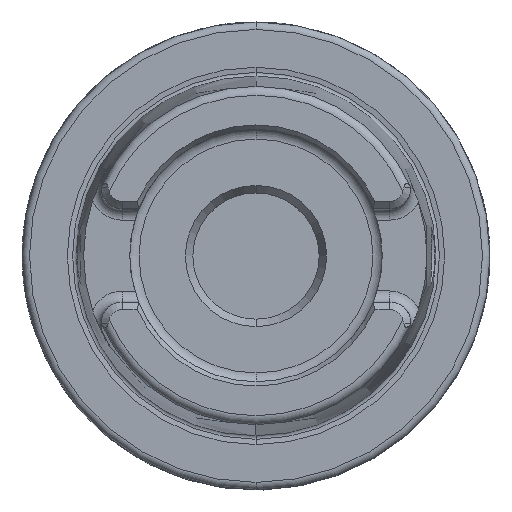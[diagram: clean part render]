
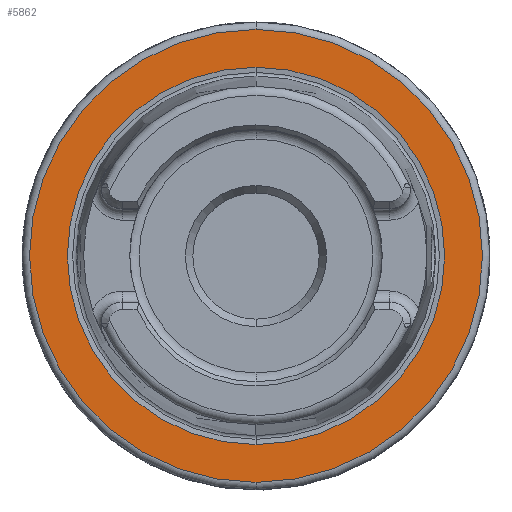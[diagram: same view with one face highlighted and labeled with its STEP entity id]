
A CAD part, top view. The second image highlights one B-rep face of the part: STEP entity #5862.
In plain terms, the highlighted planar face has unit normal (0, 0, 1).
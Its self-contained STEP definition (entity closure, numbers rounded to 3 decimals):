
#1572=CARTESIAN_POINT('',(0,0,26));
#1573=DIRECTION('',(0,0,1));
#1574=DIRECTION('',(0,1,0));
#1575=AXIS2_PLACEMENT_3D('',#1572,#1573,#1574);
#1577=CARTESIAN_POINT('',(0,0,26));
#1578=DIRECTION('',(0,0,1));
#1579=DIRECTION('',(0,-1,0));
#1580=AXIS2_PLACEMENT_3D('',#1577,#1578,#1579);
#1590=CARTESIAN_POINT('',(0,0,26));
#1591=DIRECTION('',(0,0,1));
#1592=DIRECTION('',(0,1,0));
#1593=AXIS2_PLACEMENT_3D('',#1590,#1591,#1592);
#1595=CARTESIAN_POINT('',(0,0,26));
#1596=DIRECTION('',(0,0,-1));
#1597=DIRECTION('',(0,1,0));
#1598=AXIS2_PLACEMENT_3D('',#1595,#1596,#1597);
#3766=CARTESIAN_POINT('',(0,25.409,26));
#3768=VERTEX_POINT('',#3766);
#3802=CARTESIAN_POINT('',(0,-25.409,26));
#3804=VERTEX_POINT('',#3802);
#3868=CARTESIAN_POINT('',(0,30.5,26));
#3869=CARTESIAN_POINT('',(0,-30.5,26));
#3870=VERTEX_POINT('',#3868);
#3871=VERTEX_POINT('',#3869);
#5846=CARTESIAN_POINT('',(0,0,26));
#5847=DIRECTION('',(0,0,-1));
#5848=DIRECTION('',(0,-1,0));
#5849=AXIS2_PLACEMENT_3D('',#5846,#5847,#5848);
#5850=PLANE('',#5849);
#5852=ORIENTED_EDGE('',*,*,#5851,.F.);
#5853=ORIENTED_EDGE('',*,*,#5836,.F.);
#5854=EDGE_LOOP('',(#5852,#5853));
#5855=FACE_OUTER_BOUND('',#5854,.F.);
#5857=ORIENTED_EDGE('',*,*,#5856,.T.);
#5859=ORIENTED_EDGE('',*,*,#5858,.F.);
#5860=EDGE_LOOP('',(#5857,#5859));
#5861=FACE_BOUND('',#5860,.F.);
#5862=ADVANCED_FACE('',(#5855,#5861),#5850,.F.);
#1576=CIRCLE('',#1575,30.5);
#1581=CIRCLE('',#1580,30.5);
#1594=CIRCLE('',#1593,25.409);
#1599=CIRCLE('',#1598,25.409);
#5836=EDGE_CURVE('',#3871,#3870,#1581,.T.);
#5851=EDGE_CURVE('',#3870,#3871,#1576,.T.);
#5856=EDGE_CURVE('',#3768,#3804,#1594,.T.);
#5858=EDGE_CURVE('',#3768,#3804,#1599,.T.);
